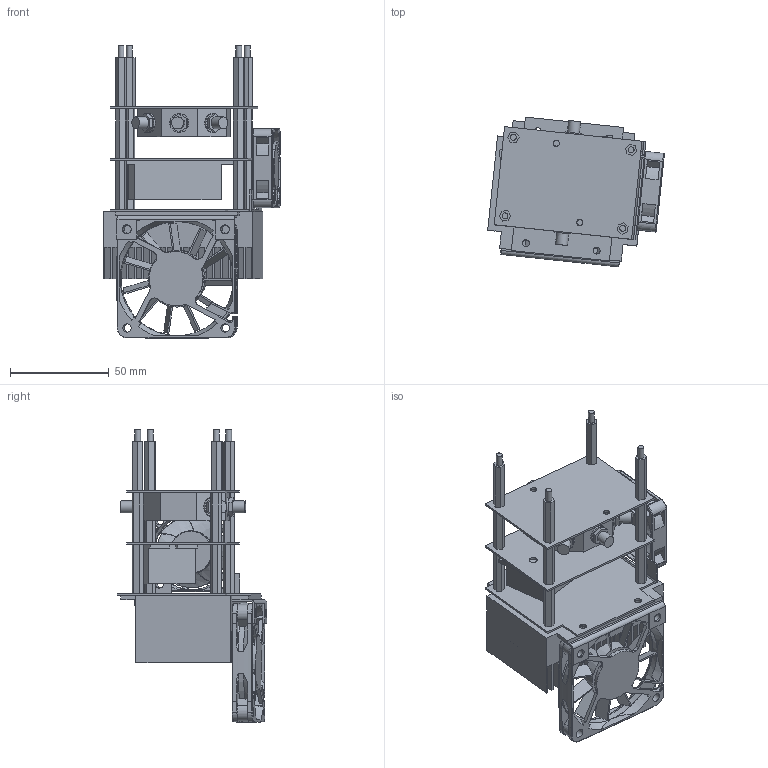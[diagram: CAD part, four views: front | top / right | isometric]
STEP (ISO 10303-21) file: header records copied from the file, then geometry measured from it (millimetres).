
FILE_DESCRIPTION(/* description */ (''),/* implementation_level */ '2;1');
FILE_NAME(/* name */ 'PA_assemb.stp',/* time_stamp */ '2023-10-12T11:32:01+08:00',/* author */ ('310611102'),/* organization */ (''),/* preprocessor_version */ 'ST-DEVELOPER v19',/* originating_system */ 'Autodesk Inventor 2023',/* authorisation */ '');
FILE_SCHEMA (('AUTOMOTIVE_DESIGN { 1 0 10303 214 3 1 1 }'));
Length unit declared in the file: millimetre
Products named in the file (12): PA_assemb; signal_combiner; signal_combiner_plate; signal_combiner_plate_1; DCDCconvertor_plate; copper_pillar_M3_L25; DCDC24Vto15V; EFB0612HHA-F00; N0039 ERAM-0.01-1G-2W; fan_fix_plate_connect; fan_fix_plate_connect2; CUI_DEVICES_CFM-4010V-150-157
Assembly tree (22 placements, depth 2):
  PA_assemb
    signal_combiner
    signal_combiner_plate
    copper_pillar_M3_L25  x12
    signal_combiner_plate_1
    DCDCconvertor_plate
    DCDC24Vto15V
    EFB0612HHA-F00
    N0039 ERAM-0.01-1G-2W
    fan_fix_plate_connect
    fan_fix_plate_connect2
    CUI_DEVICES_CFM-4010V-150-157
Bounding box: 89.54 x 75.91 x 148.19 mm (x, y, z)
Volume: 168541.8 mm3; surface area: 113374.2 mm2
Topology: 24 solids, 29 shells, 938 faces, 2387 edges, 1538 vertices
Faces by surface type: plane 532, cylinder 250, bspline 72, torus 45, cone 36, sphere 3
Full cylindrical faces by diameter (mm): 0.9 x2, 3 x26, 3.2 x10, 3.5 x12, 4.3 x10, 4.5 x4, 6.1 x4, 6.5 x4, 9.5 x4, 10 x1, 21.6 x1, 27.5 x1, 28.8 x1, 38.2 x1, 57.74 x1
Entity records: 33409 total; most frequent: CARTESIAN_POINT 13137, ORIENTED_EDGE 4220, DIRECTION 4047, EDGE_CURVE 2110, AXIS2_PLACEMENT_3D 1460, VERTEX_POINT 1356, LINE 1127, VECTOR 1127
